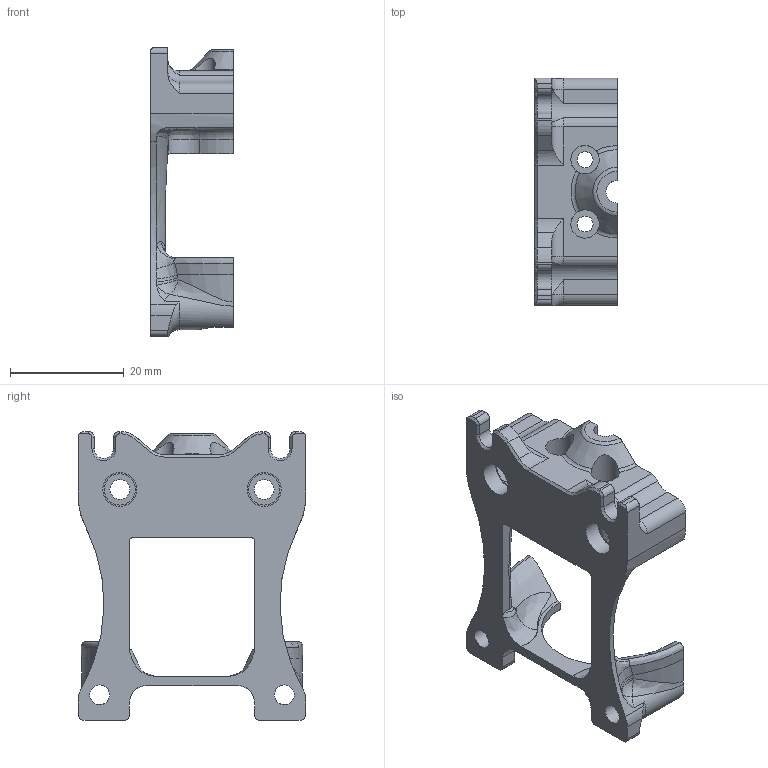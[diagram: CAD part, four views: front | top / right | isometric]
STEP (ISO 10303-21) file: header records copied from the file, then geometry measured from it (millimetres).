
FILE_DESCRIPTION(/* description */ (''),/* implementation_level */ '2;1');
FILE_NAME(/* name */ 'Printhead_Back_Dragon v5 (1).step',/* time_stamp */ '2020-07-02T19:07:47-05:00',/* author */ (''),/* organization */ (''),/* preprocessor_version */ 'ST-DEVELOPER v18.1',/* originating_system */ 'Autodesk Translation Framework v9.3.0.1241',/* authorisation */ '');
FILE_SCHEMA (('AUTOMOTIVE_DESIGN { 1 0 10303 214 3 1 1 }'));
Length unit declared in the file: millimetre
Products named in the file (1): Printhead_Back_Dragon v5 (1)
Bounding box: 14.5 x 40 x 50.8 mm (x, y, z)
Volume: 8940.5 mm3; surface area: 5929.6 mm2
Topology: 1 solids, 5 shells, 254 faces, 665 edges, 420 vertices
Faces by surface type: plane 73, bspline 72, cylinder 70, torus 20, cone 13, sphere 6
Full cylindrical faces by diameter (mm): 2.8 x2, 3.5 x4, 5 x2, 6 x2
Entity records: 10471 total; most frequent: CARTESIAN_POINT 4592, ORIENTED_EDGE 1330, DIRECTION 1075, EDGE_CURVE 665, AXIS2_PLACEMENT_3D 425, VERTEX_POINT 420, EDGE_LOOP 267, FACE_OUTER_BOUND 254
